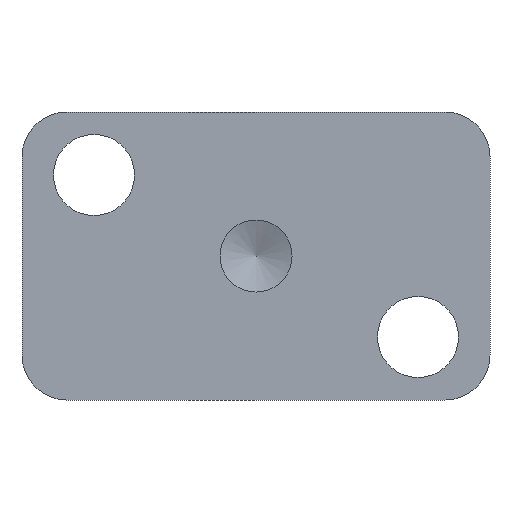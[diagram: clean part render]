
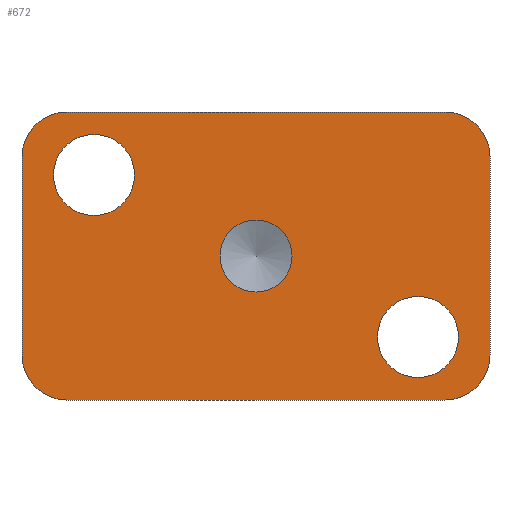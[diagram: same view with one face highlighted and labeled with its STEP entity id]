
A CAD part, front view. The second image highlights one B-rep face of the part: STEP entity #672.
In plain terms, the highlighted planar face has unit normal (0, -1, 0).
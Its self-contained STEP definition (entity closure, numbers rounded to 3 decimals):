
#37=PLANE('',#725);
#64=LINE('',#988,#94);
#67=LINE('',#996,#97);
#70=LINE('',#1004,#100);
#73=LINE('',#1012,#103);
#94=VECTOR('',#819,1000.);
#97=VECTOR('',#828,1000.);
#100=VECTOR('',#837,1000.);
#103=VECTOR('',#846,1000.);
#192=ORIENTED_EDGE('',*,*,#276,.T.);
#193=ORIENTED_EDGE('',*,*,#277,.T.);
#194=ORIENTED_EDGE('',*,*,#278,.T.);
#195=ORIENTED_EDGE('',*,*,#260,.F.);
#196=ORIENTED_EDGE('',*,*,#275,.F.);
#197=ORIENTED_EDGE('',*,*,#273,.F.);
#198=ORIENTED_EDGE('',*,*,#271,.F.);
#199=ORIENTED_EDGE('',*,*,#269,.F.);
#200=ORIENTED_EDGE('',*,*,#267,.F.);
#201=ORIENTED_EDGE('',*,*,#265,.F.);
#202=ORIENTED_EDGE('',*,*,#263,.F.);
#260=EDGE_CURVE('',#312,#313,#343,.T.);
#263=EDGE_CURVE('',#313,#314,#64,.T.);
#265=EDGE_CURVE('',#314,#315,#344,.T.);
#267=EDGE_CURVE('',#315,#316,#67,.T.);
#269=EDGE_CURVE('',#316,#317,#345,.T.);
#271=EDGE_CURVE('',#317,#318,#70,.T.);
#273=EDGE_CURVE('',#318,#319,#346,.T.);
#275=EDGE_CURVE('',#319,#312,#73,.T.);
#276=EDGE_CURVE('',#320,#320,#347,.T.);
#277=EDGE_CURVE('',#321,#321,#348,.T.);
#278=EDGE_CURVE('',#322,#322,#349,.T.);
#312=VERTEX_POINT('',#983);
#313=VERTEX_POINT('',#984);
#314=VERTEX_POINT('',#989);
#315=VERTEX_POINT('',#993);
#316=VERTEX_POINT('',#997);
#317=VERTEX_POINT('',#1001);
#318=VERTEX_POINT('',#1005);
#319=VERTEX_POINT('',#1009);
#320=VERTEX_POINT('',#1015);
#321=VERTEX_POINT('',#1017);
#322=VERTEX_POINT('',#1019);
#343=CIRCLE('',#714,2.5);
#344=CIRCLE('',#717,2.5);
#345=CIRCLE('',#720,2.5);
#346=CIRCLE('',#723,2.5);
#347=CIRCLE('',#726,2.25);
#348=CIRCLE('',#727,2.25);
#349=CIRCLE('',#728,2.);
#376=EDGE_LOOP('',(#192));
#377=EDGE_LOOP('',(#193));
#378=EDGE_LOOP('',(#194));
#379=EDGE_LOOP('',(#195,#196,#197,#198,#199,#200,#201,#202));
#420=FACE_BOUND('',#376,.T.);
#421=FACE_BOUND('',#377,.T.);
#422=FACE_BOUND('',#378,.T.);
#423=FACE_BOUND('',#379,.T.);
#672=ADVANCED_FACE('',(#420,#421,#422,#423),#37,.F.);
#714=AXIS2_PLACEMENT_3D('',#982,#813,#814);
#717=AXIS2_PLACEMENT_3D('',#992,#823,#824);
#720=AXIS2_PLACEMENT_3D('',#1000,#832,#833);
#723=AXIS2_PLACEMENT_3D('',#1008,#841,#842);
#725=AXIS2_PLACEMENT_3D('',#1013,#847,#848);
#726=AXIS2_PLACEMENT_3D('',#1014,#849,#850);
#727=AXIS2_PLACEMENT_3D('',#1016,#851,#852);
#728=AXIS2_PLACEMENT_3D('',#1018,#853,#854);
#813=DIRECTION('',(0.,1.,0.));
#814=DIRECTION('',(1.,0.,0.));
#819=DIRECTION('',(0.,0.,1.));
#823=DIRECTION('',(0.,1.,0.));
#824=DIRECTION('',(1.,0.,0.));
#828=DIRECTION('',(1.,0.,0.));
#832=DIRECTION('',(0.,1.,0.));
#833=DIRECTION('',(1.,0.,0.));
#837=DIRECTION('',(0.,0.,-1.));
#841=DIRECTION('',(0.,1.,0.));
#842=DIRECTION('',(1.,0.,0.));
#846=DIRECTION('',(-1.,0.,0.));
#847=DIRECTION('',(0.,1.,0.));
#848=DIRECTION('',(0.,0.,1.));
#849=DIRECTION('',(0.,1.,0.));
#850=DIRECTION('',(1.,0.,0.));
#851=DIRECTION('',(0.,1.,0.));
#852=DIRECTION('',(1.,0.,0.));
#853=DIRECTION('',(0.,1.,0.));
#854=DIRECTION('',(1.,0.,0.));
#982=CARTESIAN_POINT('',(-10.5,0.,-5.5));
#983=CARTESIAN_POINT('',(-10.5,0.,-8.));
#984=CARTESIAN_POINT('',(-13.,0.,-5.5));
#988=CARTESIAN_POINT('',(-13.,0.,-5.5));
#989=CARTESIAN_POINT('',(-13.,0.,5.5));
#992=CARTESIAN_POINT('',(-10.5,0.,5.5));
#993=CARTESIAN_POINT('',(-10.5,0.,8.));
#996=CARTESIAN_POINT('',(-10.5,0.,8.));
#997=CARTESIAN_POINT('',(10.5,0.,8.));
#1000=CARTESIAN_POINT('',(10.5,0.,5.5));
#1001=CARTESIAN_POINT('',(13.,0.,5.5));
#1004=CARTESIAN_POINT('',(13.,0.,5.5));
#1005=CARTESIAN_POINT('',(13.,0.,-5.5));
#1008=CARTESIAN_POINT('',(10.5,0.,-5.5));
#1009=CARTESIAN_POINT('',(10.5,0.,-8.));
#1012=CARTESIAN_POINT('',(10.5,0.,-8.));
#1013=CARTESIAN_POINT('',(-10.5,0.,-5.5));
#1014=CARTESIAN_POINT('',(9.,0.,-4.5));
#1015=CARTESIAN_POINT('',(11.25,0.,-4.5));
#1016=CARTESIAN_POINT('',(-9.,0.,4.5));
#1017=CARTESIAN_POINT('',(-6.75,0.,4.5));
#1018=CARTESIAN_POINT('',(0.,0.,0.));
#1019=CARTESIAN_POINT('',(2.,0.,0.));
